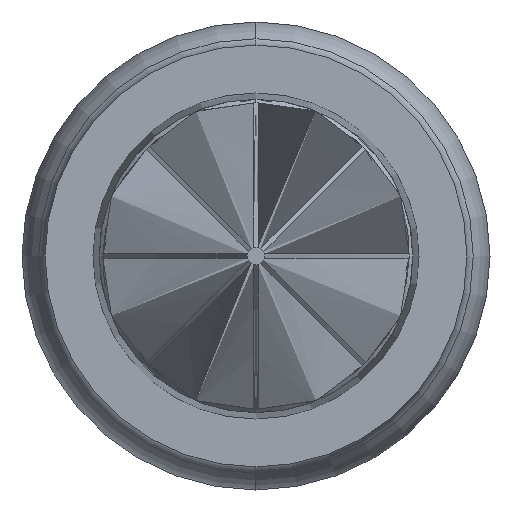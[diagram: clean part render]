
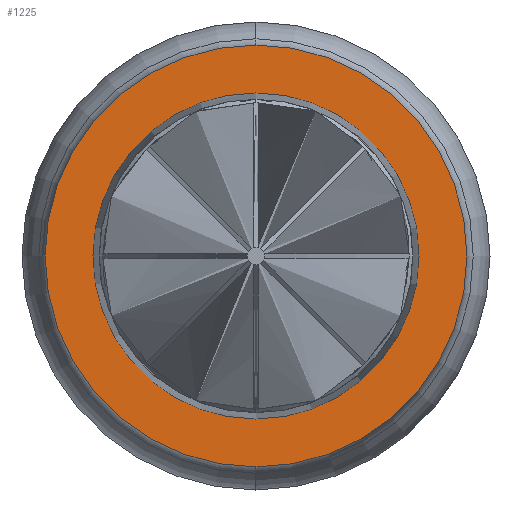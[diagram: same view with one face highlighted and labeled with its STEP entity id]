
A CAD part, left-side view. The second image highlights one B-rep face of the part: STEP entity #1225.
In plain terms, the highlighted planar face has unit normal (-1, 0, 0).
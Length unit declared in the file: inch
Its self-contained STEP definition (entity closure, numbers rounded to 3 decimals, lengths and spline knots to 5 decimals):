
#94 = CIRCLE ( 'NONE', #1158, 0.01874 ) ;
#105 = DIRECTION ( 'NONE',  ( 0., 0., -1. ) ) ;
#263 = AXIS2_PLACEMENT_3D ( 'NONE', #2234, #2190, #2174 ) ;
#377 = DIRECTION ( 'NONE',  ( 0., 0., -1. ) ) ;
#411 = FACE_BOUND ( 'NONE', #1930, .T. ) ;
#652 = DIRECTION ( 'NONE',  ( -1., 0., 0. ) ) ;
#675 = PLANE ( 'NONE',  #806 ) ;
#709 = FACE_OUTER_BOUND ( 'NONE', #2031, .T. ) ;
#765 = CARTESIAN_POINT ( 'NONE',  ( 0., 0.02725, 0. ) ) ;
#773 = DIRECTION ( 'NONE',  ( 1., 0., 0. ) ) ;
#787 = DIRECTION ( 'NONE',  ( 0., 0., -1. ) ) ;
#806 = AXIS2_PLACEMENT_3D ( 'NONE', #765, #773, #787 ) ;
#846 = CARTESIAN_POINT ( 'NONE',  ( 0., 0., 0. ) ) ;
#848 = EDGE_CURVE ( 'NONE', #1682, #1801, #2486, .T. ) ;
#1001 = CARTESIAN_POINT ( 'NONE',  ( 0., 0., 0.02425 ) ) ;
#1133 = DIRECTION ( 'NONE',  ( 1., 0., 0. ) ) ;
#1135 = ORIENTED_EDGE ( 'NONE', *, *, #2438, .F. ) ;
#1158 = AXIS2_PLACEMENT_3D ( 'NONE', #1466, #1455, #1864 ) ;
#1205 = ORIENTED_EDGE ( 'NONE', *, *, #1756, .F. ) ;
#1225 = ADVANCED_FACE ( 'NONE', ( #411, #709 ), #675, .F. ) ;
#1273 = CARTESIAN_POINT ( 'NONE',  ( 0., 0., 0.01874 ) ) ;
#1371 = CARTESIAN_POINT ( 'NONE',  ( 0., 0., 0. ) ) ;
#1391 = ORIENTED_EDGE ( 'NONE', *, *, #848, .F. ) ;
#1439 = AXIS2_PLACEMENT_3D ( 'NONE', #846, #652, #105 ) ;
#1455 = DIRECTION ( 'NONE',  ( -1., 0., 0. ) ) ;
#1466 = CARTESIAN_POINT ( 'NONE',  ( 0., 0., 0. ) ) ;
#1631 = CIRCLE ( 'NONE', #2143, 0.02425 ) ;
#1682 = VERTEX_POINT ( 'NONE', #1001 ) ;
#1716 = VERTEX_POINT ( 'NONE', #2269 ) ;
#1756 = EDGE_CURVE ( 'NONE', #1801, #1682, #1631, .T. ) ;
#1768 = ORIENTED_EDGE ( 'NONE', *, *, #2442, .F. ) ;
#1801 = VERTEX_POINT ( 'NONE', #2382 ) ;
#1864 = DIRECTION ( 'NONE',  ( 0., 0., -1. ) ) ;
#1928 = VERTEX_POINT ( 'NONE', #1273 ) ;
#1930 = EDGE_LOOP ( 'NONE', ( #1135, #1768 ) ) ;
#2031 = EDGE_LOOP ( 'NONE', ( #1205, #1391 ) ) ;
#2119 = CIRCLE ( 'NONE', #1439, 0.01874 ) ;
#2143 = AXIS2_PLACEMENT_3D ( 'NONE', #1371, #1133, #377 ) ;
#2174 = DIRECTION ( 'NONE',  ( 0., 0., -1. ) ) ;
#2190 = DIRECTION ( 'NONE',  ( 1., 0., 0. ) ) ;
#2234 = CARTESIAN_POINT ( 'NONE',  ( 0., 0., 0. ) ) ;
#2269 = CARTESIAN_POINT ( 'NONE',  ( 0., 0., -0.01874 ) ) ;
#2382 = CARTESIAN_POINT ( 'NONE',  ( 0., 0., -0.02425 ) ) ;
#2438 = EDGE_CURVE ( 'NONE', #1716, #1928, #94, .T. ) ;
#2442 = EDGE_CURVE ( 'NONE', #1928, #1716, #2119, .T. ) ;
#2486 = CIRCLE ( 'NONE', #263, 0.02425 ) ;
